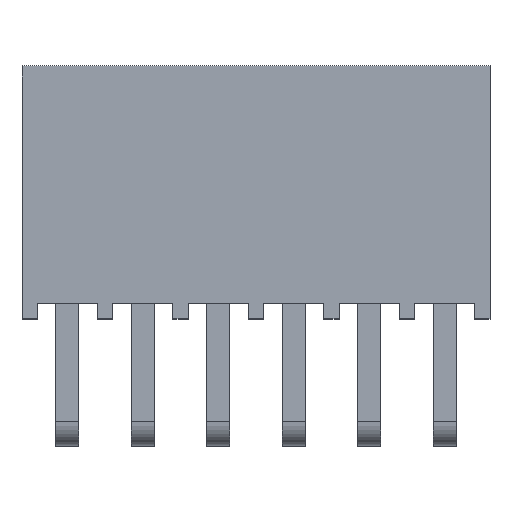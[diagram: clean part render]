
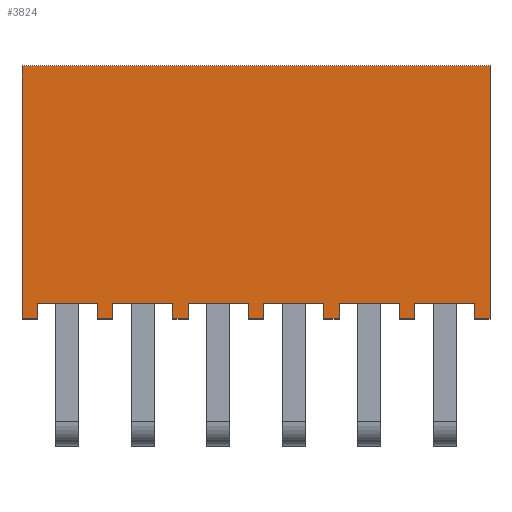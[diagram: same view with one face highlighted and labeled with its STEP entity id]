
A CAD part, top view. The second image highlights one B-rep face of the part: STEP entity #3824.
In plain terms, the highlighted planar face has unit normal (0, 0, 1).
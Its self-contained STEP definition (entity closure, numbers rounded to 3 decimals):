
#196=PLANE('',#4103);
#412=FACE_OUTER_BOUND('',#628,.T.);
#628=EDGE_LOOP('',(#3329,#3330,#3331,#3332,#3333,#3334,#3335,#3336,#3337,
#3338,#3339,#3340,#3341,#3342,#3343,#3344,#3345,#3346,#3347,#3348,#3349,
#3350,#3351,#3352,#3353,#3354,#3355,#3356));
#934=LINE('',#5772,#1414);
#938=LINE('',#5781,#1418);
#942=LINE('',#5790,#1422);
#946=LINE('',#5799,#1426);
#950=LINE('',#5808,#1430);
#956=LINE('',#5820,#1436);
#1067=LINE('',#6055,#1547);
#1068=LINE('',#6057,#1548);
#1069=LINE('',#6059,#1549);
#1070=LINE('',#6060,#1550);
#1071=LINE('',#6062,#1551);
#1072=LINE('',#6064,#1552);
#1073=LINE('',#6065,#1553);
#1074=LINE('',#6067,#1554);
#1075=LINE('',#6069,#1555);
#1076=LINE('',#6070,#1556);
#1077=LINE('',#6072,#1557);
#1078=LINE('',#6074,#1558);
#1079=LINE('',#6075,#1559);
#1080=LINE('',#6077,#1560);
#1081=LINE('',#6079,#1561);
#1082=LINE('',#6080,#1562);
#1083=LINE('',#6082,#1563);
#1084=LINE('',#6084,#1564);
#1085=LINE('',#6086,#1565);
#1086=LINE('',#6088,#1566);
#1087=LINE('',#6090,#1567);
#1088=LINE('',#6091,#1568);
#1414=VECTOR('',#4737,2.032);
#1418=VECTOR('',#4743,2.032);
#1422=VECTOR('',#4749,2.032);
#1426=VECTOR('',#4755,2.032);
#1430=VECTOR('',#4761,2.032);
#1436=VECTOR('',#4769,2.032);
#1547=VECTOR('',#4956,0.508);
#1548=VECTOR('',#4957,0.508);
#1549=VECTOR('',#4958,0.508);
#1550=VECTOR('',#4959,0.508);
#1551=VECTOR('',#4960,0.508);
#1552=VECTOR('',#4961,0.508);
#1553=VECTOR('',#4962,0.508);
#1554=VECTOR('',#4963,0.508);
#1555=VECTOR('',#4964,0.508);
#1556=VECTOR('',#4965,0.508);
#1557=VECTOR('',#4966,0.508);
#1558=VECTOR('',#4967,0.508);
#1559=VECTOR('',#4968,0.508);
#1560=VECTOR('',#4969,0.508);
#1561=VECTOR('',#4970,0.508);
#1562=VECTOR('',#4971,0.508);
#1563=VECTOR('',#4972,0.508);
#1564=VECTOR('',#4973,0.508);
#1565=VECTOR('',#4974,8.509);
#1566=VECTOR('',#4975,15.748);
#1567=VECTOR('',#4976,8.509);
#1568=VECTOR('',#4977,0.508);
#1894=VERTEX_POINT('',#5769);
#1895=VERTEX_POINT('',#5771);
#1898=VERTEX_POINT('',#5778);
#1899=VERTEX_POINT('',#5780);
#1902=VERTEX_POINT('',#5787);
#1903=VERTEX_POINT('',#5789);
#1906=VERTEX_POINT('',#5796);
#1907=VERTEX_POINT('',#5798);
#1910=VERTEX_POINT('',#5805);
#1911=VERTEX_POINT('',#5807);
#1914=VERTEX_POINT('',#5814);
#1916=VERTEX_POINT('',#5818);
#2002=VERTEX_POINT('',#6054);
#2003=VERTEX_POINT('',#6056);
#2004=VERTEX_POINT('',#6058);
#2005=VERTEX_POINT('',#6061);
#2006=VERTEX_POINT('',#6063);
#2007=VERTEX_POINT('',#6066);
#2008=VERTEX_POINT('',#6068);
#2009=VERTEX_POINT('',#6071);
#2010=VERTEX_POINT('',#6073);
#2011=VERTEX_POINT('',#6076);
#2012=VERTEX_POINT('',#6078);
#2013=VERTEX_POINT('',#6081);
#2014=VERTEX_POINT('',#6083);
#2015=VERTEX_POINT('',#6085);
#2016=VERTEX_POINT('',#6087);
#2017=VERTEX_POINT('',#6089);
#2342=EDGE_CURVE('',#1894,#1895,#934,.T.);
#2346=EDGE_CURVE('',#1898,#1899,#938,.T.);
#2350=EDGE_CURVE('',#1902,#1903,#942,.T.);
#2354=EDGE_CURVE('',#1906,#1907,#946,.T.);
#2358=EDGE_CURVE('',#1910,#1911,#950,.T.);
#2364=EDGE_CURVE('',#1916,#1914,#956,.T.);
#2475=EDGE_CURVE('',#1895,#2002,#1067,.T.);
#2476=EDGE_CURVE('',#2003,#1894,#1068,.T.);
#2477=EDGE_CURVE('',#2003,#2004,#1069,.T.);
#2478=EDGE_CURVE('',#1899,#2004,#1070,.T.);
#2479=EDGE_CURVE('',#2005,#1898,#1071,.T.);
#2480=EDGE_CURVE('',#2005,#2006,#1072,.T.);
#2481=EDGE_CURVE('',#1903,#2006,#1073,.T.);
#2482=EDGE_CURVE('',#2007,#1902,#1074,.T.);
#2483=EDGE_CURVE('',#2007,#2008,#1075,.T.);
#2484=EDGE_CURVE('',#1907,#2008,#1076,.T.);
#2485=EDGE_CURVE('',#2009,#1906,#1077,.T.);
#2486=EDGE_CURVE('',#2009,#2010,#1078,.T.);
#2487=EDGE_CURVE('',#1911,#2010,#1079,.T.);
#2488=EDGE_CURVE('',#2011,#1910,#1080,.T.);
#2489=EDGE_CURVE('',#2011,#2012,#1081,.T.);
#2490=EDGE_CURVE('',#1914,#2012,#1082,.T.);
#2491=EDGE_CURVE('',#2013,#1916,#1083,.T.);
#2492=EDGE_CURVE('',#2013,#2014,#1084,.T.);
#2493=EDGE_CURVE('',#2015,#2014,#1085,.T.);
#2494=EDGE_CURVE('',#2016,#2015,#1086,.T.);
#2495=EDGE_CURVE('',#2016,#2017,#1087,.T.);
#2496=EDGE_CURVE('',#2017,#2002,#1088,.T.);
#3329=ORIENTED_EDGE('',*,*,#2475,.F.);
#3330=ORIENTED_EDGE('',*,*,#2342,.F.);
#3331=ORIENTED_EDGE('',*,*,#2476,.F.);
#3332=ORIENTED_EDGE('',*,*,#2477,.T.);
#3333=ORIENTED_EDGE('',*,*,#2478,.F.);
#3334=ORIENTED_EDGE('',*,*,#2346,.F.);
#3335=ORIENTED_EDGE('',*,*,#2479,.F.);
#3336=ORIENTED_EDGE('',*,*,#2480,.T.);
#3337=ORIENTED_EDGE('',*,*,#2481,.F.);
#3338=ORIENTED_EDGE('',*,*,#2350,.F.);
#3339=ORIENTED_EDGE('',*,*,#2482,.F.);
#3340=ORIENTED_EDGE('',*,*,#2483,.T.);
#3341=ORIENTED_EDGE('',*,*,#2484,.F.);
#3342=ORIENTED_EDGE('',*,*,#2354,.F.);
#3343=ORIENTED_EDGE('',*,*,#2485,.F.);
#3344=ORIENTED_EDGE('',*,*,#2486,.T.);
#3345=ORIENTED_EDGE('',*,*,#2487,.F.);
#3346=ORIENTED_EDGE('',*,*,#2358,.F.);
#3347=ORIENTED_EDGE('',*,*,#2488,.F.);
#3348=ORIENTED_EDGE('',*,*,#2489,.T.);
#3349=ORIENTED_EDGE('',*,*,#2490,.F.);
#3350=ORIENTED_EDGE('',*,*,#2364,.F.);
#3351=ORIENTED_EDGE('',*,*,#2491,.F.);
#3352=ORIENTED_EDGE('',*,*,#2492,.T.);
#3353=ORIENTED_EDGE('',*,*,#2493,.F.);
#3354=ORIENTED_EDGE('',*,*,#2494,.F.);
#3355=ORIENTED_EDGE('',*,*,#2495,.T.);
#3356=ORIENTED_EDGE('',*,*,#2496,.T.);
#3824=ADVANCED_FACE('',(#412),#196,.F.);
#4103=AXIS2_PLACEMENT_3D('',#6053,#4954,#4955);
#4737=DIRECTION('',(-1.,0.,0.));
#4743=DIRECTION('',(-1.,0.,0.));
#4749=DIRECTION('',(-1.,0.,0.));
#4755=DIRECTION('',(-1.,0.,0.));
#4761=DIRECTION('',(-1.,0.,0.));
#4769=DIRECTION('',(-1.,0.,0.));
#4954=DIRECTION('center_axis',(0.,0.,
-1.));
#4955=DIRECTION('ref_axis',(-1.,0.,0.));
#4956=DIRECTION('',(0.,-1.,0.));
#4957=DIRECTION('',(0.,1.,0.));
#4958=DIRECTION('',(1.,0.,0.));
#4959=DIRECTION('',(0.,-1.,0.));
#4960=DIRECTION('',(0.,1.,0.));
#4961=DIRECTION('',(1.,0.,0.));
#4962=DIRECTION('',(0.,-1.,0.));
#4963=DIRECTION('',(0.,1.,0.));
#4964=DIRECTION('',(1.,0.,0.));
#4965=DIRECTION('',(0.,-1.,0.));
#4966=DIRECTION('',(0.,1.,0.));
#4967=DIRECTION('',(1.,0.,0.));
#4968=DIRECTION('',(0.,-1.,0.));
#4969=DIRECTION('',(0.,1.,0.));
#4970=DIRECTION('',(1.,0.,0.));
#4971=DIRECTION('',(0.,-1.,0.));
#4972=DIRECTION('',(0.,1.,0.));
#4973=DIRECTION('',(1.,0.,0.));
#4974=DIRECTION('',(0.,-1.,0.));
#4975=DIRECTION('',(1.,0.,0.));
#4976=DIRECTION('',(0.,-1.,0.));
#4977=DIRECTION('',(1.,0.,0.));
#5769=CARTESIAN_POINT('',(-5.334,3.302,4.953));
#5771=CARTESIAN_POINT('',(-7.366,3.302,4.953));
#5772=CARTESIAN_POINT('',(-7.874,3.302,4.953));
#5778=CARTESIAN_POINT('',(-2.794,3.302,4.953));
#5780=CARTESIAN_POINT('',(-4.826,3.302,4.953));
#5781=CARTESIAN_POINT('',(-7.874,3.302,4.953));
#5787=CARTESIAN_POINT('',(-0.254,3.302,4.953));
#5789=CARTESIAN_POINT('',(-2.286,3.302,4.953));
#5790=CARTESIAN_POINT('',(-7.874,3.302,4.953));
#5796=CARTESIAN_POINT('',(2.286,3.302,4.953));
#5798=CARTESIAN_POINT('',(0.254,3.302,4.953));
#5799=CARTESIAN_POINT('',(-7.874,3.302,4.953));
#5805=CARTESIAN_POINT('',(4.826,3.302,4.953));
#5807=CARTESIAN_POINT('',(2.794,3.302,4.953));
#5808=CARTESIAN_POINT('',(-7.874,3.302,4.953));
#5814=CARTESIAN_POINT('',(5.334,3.302,4.953));
#5818=CARTESIAN_POINT('',(7.366,3.302,4.953));
#5820=CARTESIAN_POINT('',(-7.874,3.302,4.953));
#6053=CARTESIAN_POINT('Origin',(-7.874,11.303,4.953));
#6054=CARTESIAN_POINT('',(-7.366,2.794,4.953));
#6055=CARTESIAN_POINT('',(-7.366,11.303,4.953));
#6056=CARTESIAN_POINT('',(-5.334,2.794,4.953));
#6057=CARTESIAN_POINT('',(-5.334,11.303,4.953));
#6058=CARTESIAN_POINT('',(-4.826,2.794,4.953));
#6059=CARTESIAN_POINT('',(-7.874,2.794,4.953));
#6060=CARTESIAN_POINT('',(-4.826,11.303,4.953));
#6061=CARTESIAN_POINT('',(-2.794,2.794,4.953));
#6062=CARTESIAN_POINT('',(-2.794,11.303,4.953));
#6063=CARTESIAN_POINT('',(-2.286,2.794,4.953));
#6064=CARTESIAN_POINT('',(-7.874,2.794,4.953));
#6065=CARTESIAN_POINT('',(-2.286,11.303,4.953));
#6066=CARTESIAN_POINT('',(-0.254,2.794,4.953));
#6067=CARTESIAN_POINT('',(-0.254,11.303,4.953));
#6068=CARTESIAN_POINT('',(0.254,2.794,4.953));
#6069=CARTESIAN_POINT('',(-7.874,2.794,4.953));
#6070=CARTESIAN_POINT('',(0.254,11.303,4.953));
#6071=CARTESIAN_POINT('',(2.286,2.794,4.953));
#6072=CARTESIAN_POINT('',(2.286,11.303,4.953));
#6073=CARTESIAN_POINT('',(2.794,2.794,4.953));
#6074=CARTESIAN_POINT('',(-7.874,2.794,4.953));
#6075=CARTESIAN_POINT('',(2.794,11.303,4.953));
#6076=CARTESIAN_POINT('',(4.826,2.794,4.953));
#6077=CARTESIAN_POINT('',(4.826,11.303,4.953));
#6078=CARTESIAN_POINT('',(5.334,2.794,4.953));
#6079=CARTESIAN_POINT('',(-7.874,2.794,4.953));
#6080=CARTESIAN_POINT('',(5.334,11.303,4.953));
#6081=CARTESIAN_POINT('',(7.366,2.794,4.953));
#6082=CARTESIAN_POINT('',(7.366,11.303,4.953));
#6083=CARTESIAN_POINT('',(7.874,2.794,4.953));
#6084=CARTESIAN_POINT('',(-7.874,2.794,4.953));
#6085=CARTESIAN_POINT('',(7.874,11.303,4.953));
#6086=CARTESIAN_POINT('',(7.874,11.303,4.953));
#6087=CARTESIAN_POINT('',(-7.874,11.303,4.953));
#6088=CARTESIAN_POINT('',(-7.874,11.303,4.953));
#6089=CARTESIAN_POINT('',(-7.874,2.794,4.953));
#6090=CARTESIAN_POINT('',(-7.874,11.303,4.953));
#6091=CARTESIAN_POINT('',(-7.874,2.794,4.953));
